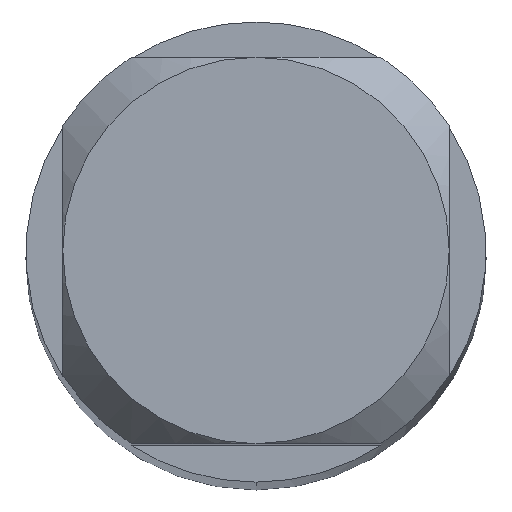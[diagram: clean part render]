
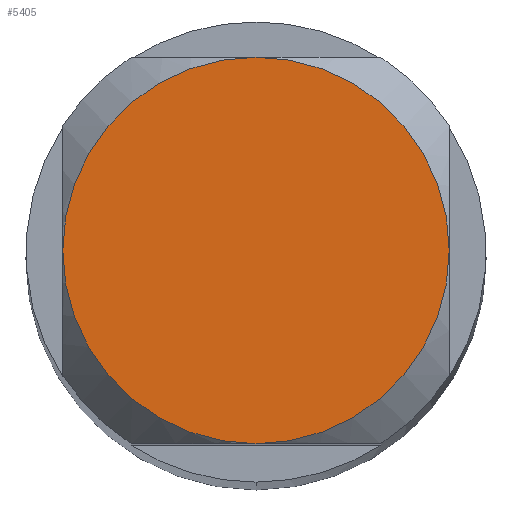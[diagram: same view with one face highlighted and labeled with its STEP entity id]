
A CAD part, top view. The second image highlights one B-rep face of the part: STEP entity #5405.
In plain terms, the highlighted planar face has unit normal (0, 0, 1).
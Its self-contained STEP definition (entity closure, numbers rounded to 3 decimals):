
#2065=VERTEX_POINT('',#5958);
#2305=VERTEX_POINT('',#6219);
#2505=EDGE_CURVE('',#4283,#2065,#6436,.T.);
#2759=EDGE_CURVE('',#2305,#4283,#6710,.T.);
#3097=VERTEX_POINT('',#7088);
#3145=EDGE_CURVE('',#2065,#3097,#7140,.T.);
#4219=EDGE_CURVE('',#3097,#2305,#8318,.T.);
#4283=VERTEX_POINT('',#8390);
#5405=ADVANCED_FACE('',(#9608),#9609,.T.);
#5958=CARTESIAN_POINT('',(1.05,0.0,0.0));
#6219=CARTESIAN_POINT('',(-1.05,0.0,0.0));
#6436=CIRCLE('',#11640,1.05);
#6710=CIRCLE('',#12217,1.05);
#7088=CARTESIAN_POINT('',(0.0,-1.05,0.0));
#7140=CIRCLE('',#13762,1.05);
#8318=CIRCLE('',#16511,1.05);
#8390=CARTESIAN_POINT('',(0.0,1.05,0.0));
#9608=FACE_OUTER_BOUND('',#19364,.T.);
#9609=PLANE('',#19365);
#11640=AXIS2_PLACEMENT_3D('',#21645,#21646,#21647);
#12217=AXIS2_PLACEMENT_3D('',#21926,#21927,#21928);
#13762=AXIS2_PLACEMENT_3D('',#22614,#22615,#22616);
#16511=AXIS2_PLACEMENT_3D('',#23851,#23852,#23853);
#19364=EDGE_LOOP('',(#25149,#25150,#25151,#25152));
#19365=AXIS2_PLACEMENT_3D('',#25153,#25154,#25155);
#21645=CARTESIAN_POINT('',(0.0,0.0,0.0));
#21646=DIRECTION('',(0.0,0.0,-1.0));
#21647=DIRECTION('',(0.0,1.0,0.0));
#21926=CARTESIAN_POINT('',(0.0,0.0,0.0));
#21927=DIRECTION('',(0.0,0.0,-1.0));
#21928=DIRECTION('',(0.0,1.0,0.0));
#22614=CARTESIAN_POINT('',(0.0,0.0,0.0));
#22615=DIRECTION('',(0.0,0.0,-1.0));
#22616=DIRECTION('',(0.0,1.0,0.0));
#23851=CARTESIAN_POINT('',(0.0,0.0,0.0));
#23852=DIRECTION('',(0.0,0.0,-1.0));
#23853=DIRECTION('',(0.0,1.0,0.0));
#25149=ORIENTED_EDGE('',*,*,#2505,.F.);
#25150=ORIENTED_EDGE('',*,*,#2759,.F.);
#25151=ORIENTED_EDGE('',*,*,#4219,.F.);
#25152=ORIENTED_EDGE('',*,*,#3145,.F.);
#25153=CARTESIAN_POINT('',(0.0,0.525,0.0));
#25154=DIRECTION('',(-0.0,0.0,1.0));
#25155=DIRECTION('',(0.0,-1.0,0.0));
